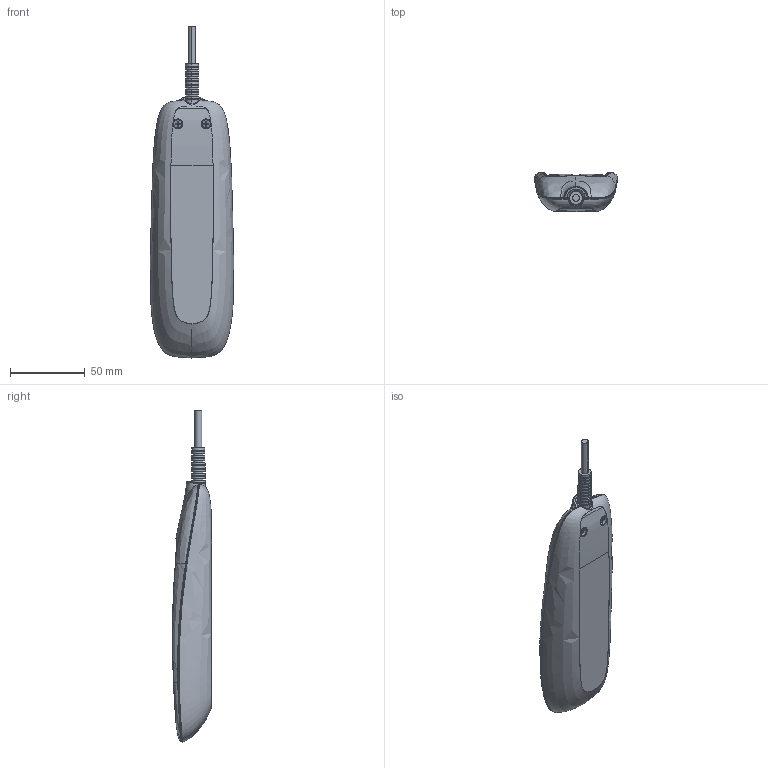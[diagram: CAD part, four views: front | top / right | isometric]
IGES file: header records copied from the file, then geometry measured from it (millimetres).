
Start section: SolidWorks IGES file using analytic representation for surfaces
Global section: file name: Styleline.IGS; native system: SolidWorks 2012; preprocessor: SolidWorks 2012; author: CKuhn; date: 130625.130824; units: millimetre
Bounding box: 56.01 x 26.25 x 222.65 mm (x, y, z)
Surface area: 27349.9 mm2 (no closed solid volume)
Topology: 0 solids, 0 shells, 760 faces, 9278 edges, 9264 vertices
Faces by surface type: bspline 573, revolution 187
